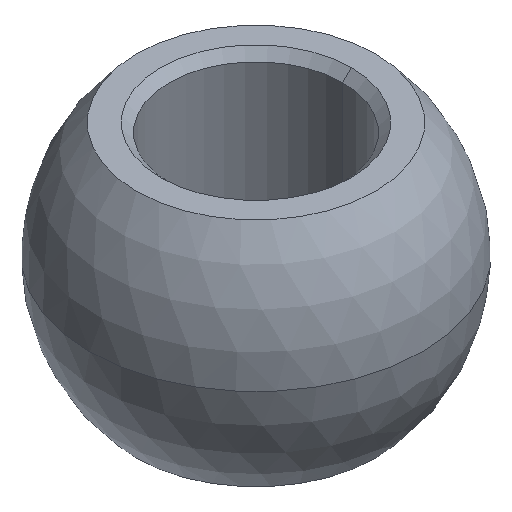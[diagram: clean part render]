
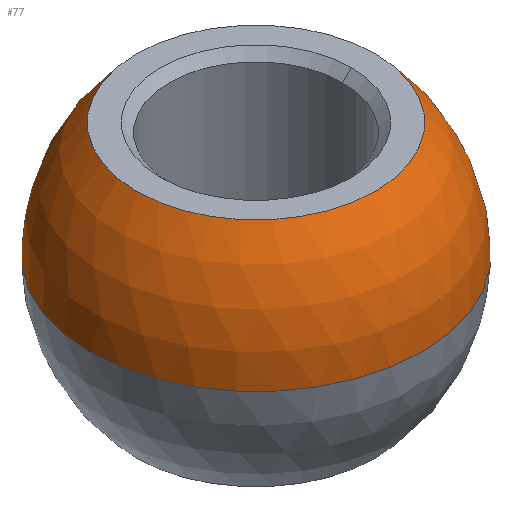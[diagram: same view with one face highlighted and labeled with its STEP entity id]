
A CAD part, isometric view. The second image highlights one B-rep face of the part: STEP entity #77.
In plain terms, the highlighted spherical face has radius 9.128 mm.
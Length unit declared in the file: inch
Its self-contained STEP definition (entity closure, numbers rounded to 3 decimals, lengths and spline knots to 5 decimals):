
#3 = CIRCLE ( 'NONE', #168, 0.25817 ) ;
#29 = EDGE_CURVE ( 'NONE', #227, #203, #61, .T. ) ;
#35 = CARTESIAN_POINT ( 'NONE',  ( 0., 0.42933, 0.25 ) ) ;
#44 = AXIS2_PLACEMENT_3D ( 'NONE', #222, #193, #90 ) ;
#61 = CIRCLE ( 'NONE', #322, 0.35938 ) ;
#75 = CARTESIAN_POINT ( 'NONE',  ( 0., 0.6875, 0. ) ) ;
#77 = ADVANCED_FACE ( 'NONE', ( #280, #162 ), #105, .T. ) ;
#78 = DIRECTION ( 'NONE',  ( 1., 0., 0. ) ) ;
#82 = DIRECTION ( 'NONE',  ( 0., 1., 0. ) ) ;
#90 = DIRECTION ( 'NONE',  ( 0., 1., 0. ) ) ;
#97 = CARTESIAN_POINT ( 'NONE',  ( 0., 0.6875, 0. ) ) ;
#105 = SPHERICAL_SURFACE ( 'NONE', #221, 0.35938 ) ;
#110 = CARTESIAN_POINT ( 'NONE',  ( 0., 0.6875, 0.25 ) ) ;
#115 = ORIENTED_EDGE ( 'NONE', *, *, #302, .F. ) ;
#126 = ORIENTED_EDGE ( 'NONE', *, *, #29, .F. ) ;
#130 = CIRCLE ( 'NONE', #358, 0.35938 ) ;
#139 = DIRECTION ( 'NONE',  ( -1., 0., 0. ) ) ;
#158 = CARTESIAN_POINT ( 'NONE',  ( 0., 0.6875, 0. ) ) ;
#162 = FACE_BOUND ( 'NONE', #300, .T. ) ;
#168 = AXIS2_PLACEMENT_3D ( 'NONE', #110, #329, #82 ) ;
#193 = DIRECTION ( 'NONE',  ( 0., 0., 1. ) ) ;
#203 = VERTEX_POINT ( 'NONE', #306 ) ;
#205 = EDGE_LOOP ( 'NONE', ( #126, #259 ) ) ;
#211 = CIRCLE ( 'NONE', #44, 0.25817 ) ;
#212 = VERTEX_POINT ( 'NONE', #326 ) ;
#217 = DIRECTION ( 'NONE',  ( 0., 0., 1. ) ) ;
#221 = AXIS2_PLACEMENT_3D ( 'NONE', #75, #250, #139 ) ;
#222 = CARTESIAN_POINT ( 'NONE',  ( 0., 0.6875, 0.25 ) ) ;
#223 = EDGE_CURVE ( 'NONE', #227, #203, #130, .T. ) ;
#227 = VERTEX_POINT ( 'NONE', #275 ) ;
#250 = DIRECTION ( 'NONE',  ( 0., 0., -1. ) ) ;
#259 = ORIENTED_EDGE ( 'NONE', *, *, #223, .T. ) ;
#267 = EDGE_CURVE ( 'NONE', #212, #323, #3, .T. ) ;
#275 = CARTESIAN_POINT ( 'NONE',  ( 0., 1.04687, 0. ) ) ;
#280 = FACE_OUTER_BOUND ( 'NONE', #205, .T. ) ;
#294 = ORIENTED_EDGE ( 'NONE', *, *, #267, .F. ) ;
#300 = EDGE_LOOP ( 'NONE', ( #294, #115 ) ) ;
#302 = EDGE_CURVE ( 'NONE', #323, #212, #211, .T. ) ;
#306 = CARTESIAN_POINT ( 'NONE',  ( 0., 0.32812, 0. ) ) ;
#319 = DIRECTION ( 'NONE',  ( 0., 0., -1. ) ) ;
#322 = AXIS2_PLACEMENT_3D ( 'NONE', #97, #319, #349 ) ;
#323 = VERTEX_POINT ( 'NONE', #35 ) ;
#326 = CARTESIAN_POINT ( 'NONE',  ( 0., 0.94567, 0.25 ) ) ;
#329 = DIRECTION ( 'NONE',  ( 0., 0., 1. ) ) ;
#349 = DIRECTION ( 'NONE',  ( -1., 0., 0. ) ) ;
#358 = AXIS2_PLACEMENT_3D ( 'NONE', #158, #217, #78 ) ;
